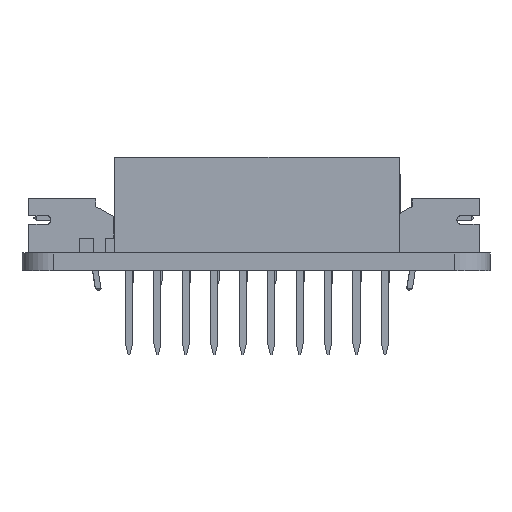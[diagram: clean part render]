
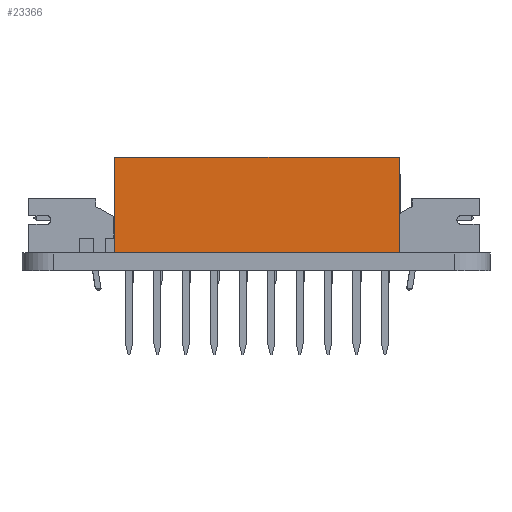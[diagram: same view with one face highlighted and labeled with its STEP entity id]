
A CAD part, left-side view. The second image highlights one B-rep face of the part: STEP entity #23366.
In plain terms, the highlighted planar face has unit normal (-1, 0, 0).
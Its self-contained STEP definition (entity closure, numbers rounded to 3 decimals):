
#1887=FACE_OUTER_BOUND('',#3120,.T.);
#3120=EDGE_LOOP('',(#15772,#15773,#15774,#15775));
#4487=LINE('',#32451,#7450);
#4488=LINE('',#32453,#7451);
#4489=LINE('',#32455,#7452);
#4490=LINE('',#32456,#7453);
#7450=VECTOR('',#26320,1.);
#7451=VECTOR('',#26321,1.);
#7452=VECTOR('',#26322,1.);
#7453=VECTOR('',#26323,1.);
#10413=VERTEX_POINT('',#32449);
#10414=VERTEX_POINT('',#32450);
#10415=VERTEX_POINT('',#32452);
#10416=VERTEX_POINT('',#32454);
#12515=EDGE_CURVE('',#10413,#10414,#4487,.T.);
#12516=EDGE_CURVE('',#10414,#10415,#4488,.T.);
#12517=EDGE_CURVE('',#10416,#10415,#4489,.T.);
#12518=EDGE_CURVE('',#10413,#10416,#4490,.T.);
#15772=ORIENTED_EDGE('',*,*,#12515,.T.);
#15773=ORIENTED_EDGE('',*,*,#12516,.T.);
#15774=ORIENTED_EDGE('',*,*,#12517,.F.);
#15775=ORIENTED_EDGE('',*,*,#12518,.F.);
#22280=PLANE('',#24723);
#23366=ADVANCED_FACE('',(#1887),#22280,.F.);
#24723=AXIS2_PLACEMENT_3D('',#32448,#26318,#26319);
#26318=DIRECTION('center_axis',(1.,0.,0.));
#26319=DIRECTION('ref_axis',(0.,0.,-1.));
#26320=DIRECTION('',(0.,0.,-1.));
#26321=DIRECTION('',(0.,-1.,0.));
#26322=DIRECTION('',(0.,0.,-1.));
#26323=DIRECTION('',(0.,-1.,0.));
#32448=CARTESIAN_POINT('Origin',(0.,0.,2.54));
#32449=CARTESIAN_POINT('',(0.,0.,25.4));
#32450=CARTESIAN_POINT('',(0.,0.,0.));
#32451=CARTESIAN_POINT('',(0.,0.,2.54));
#32452=CARTESIAN_POINT('',(0.,-8.5,0.));
#32453=CARTESIAN_POINT('',(0.,0.,0.));
#32454=CARTESIAN_POINT('',(0.,-8.5,25.4));
#32455=CARTESIAN_POINT('',(0.,-8.5,2.54));
#32456=CARTESIAN_POINT('',(0.,0.,25.4));
